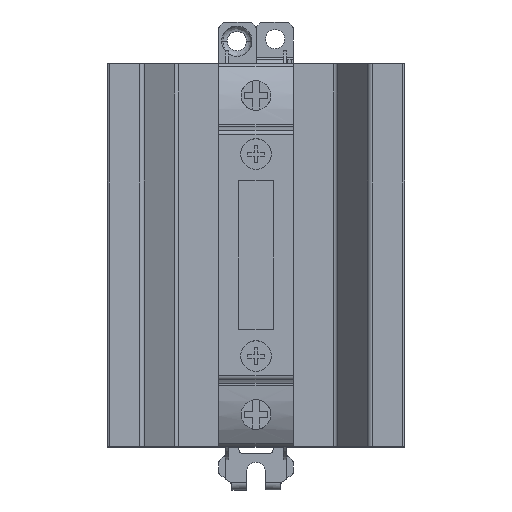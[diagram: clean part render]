
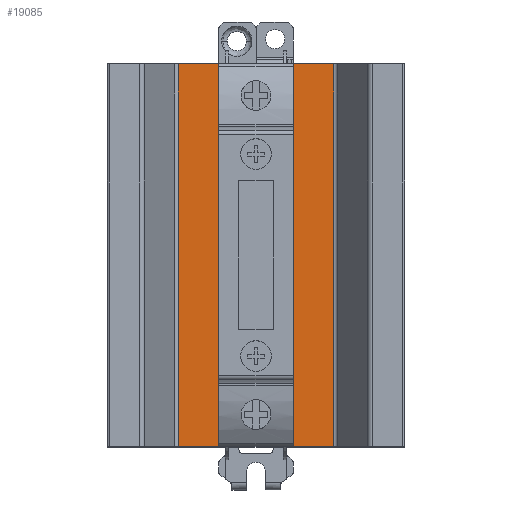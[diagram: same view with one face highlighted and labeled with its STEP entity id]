
A CAD part, top view. The second image highlights one B-rep face of the part: STEP entity #19085.
In plain terms, the highlighted planar face has unit normal (0, 0, 1).
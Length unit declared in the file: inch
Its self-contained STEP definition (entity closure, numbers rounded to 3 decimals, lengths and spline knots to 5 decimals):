
#486 = DIRECTION ( 'NONE',  ( 0., -1., 0. ) ) ;
#750 = DIRECTION ( 'NONE',  ( 0., 0., -1. ) ) ;
#1006 = VERTEX_POINT ( 'NONE', #26886 ) ;
#2266 = ORIENTED_EDGE ( 'NONE', *, *, #14852, .F. ) ;
#5416 = LINE ( 'NONE', #23125, #7797 ) ;
#5523 = CARTESIAN_POINT ( 'NONE',  ( -1.70079, -0.3937, 3.51575 ) ) ;
#5662 = DIRECTION ( 'NONE',  ( 0., 1., 0. ) ) ;
#6761 = VERTEX_POINT ( 'NONE', #15970 ) ;
#7797 = VECTOR ( 'NONE', #486, 39.37008 ) ;
#8616 = FACE_OUTER_BOUND ( 'NONE', #30110, .T. ) ;
#10372 = VERTEX_POINT ( 'NONE', #20193 ) ;
#10820 = ORIENTED_EDGE ( 'NONE', *, *, #20852, .F. ) ;
#14111 = CARTESIAN_POINT ( 'NONE',  ( -1.06036, -3.93701, 3.51575 ) ) ;
#14852 = EDGE_CURVE ( 'NONE', #15909, #1006, #5416, .T. ) ;
#15043 = DIRECTION ( 'NONE',  ( 1., 0., 0. ) ) ;
#15840 = AXIS2_PLACEMENT_3D ( 'NONE', #18463, #750, #5662 ) ;
#15909 = VERTEX_POINT ( 'NONE', #24648 ) ;
#15970 = CARTESIAN_POINT ( 'NONE',  ( -1.06036, -0.3937, 3.51575 ) ) ;
#17543 = DIRECTION ( 'NONE',  ( 0., 1., 0. ) ) ;
#18463 = CARTESIAN_POINT ( 'NONE',  ( 0.37532, -3.93701, 3.51575 ) ) ;
#19085 = ADVANCED_FACE ( 'NONE', ( #8616 ), #25851, .F. ) ;
#19696 = VECTOR ( 'NONE', #17543, 39.37008 ) ;
#20193 = CARTESIAN_POINT ( 'NONE',  ( -1.06036, -3.93701, 3.51575 ) ) ;
#20852 = EDGE_CURVE ( 'NONE', #1006, #10372, #22154, .T. ) ;
#21882 = VECTOR ( 'NONE', #15043, 39.37008 ) ;
#22154 = LINE ( 'NONE', #32166, #30079 ) ;
#22200 = EDGE_CURVE ( 'NONE', #10372, #6761, #26579, .T. ) ;
#23125 = CARTESIAN_POINT ( 'NONE',  ( 0.37532, -3.93701, 3.51575 ) ) ;
#23940 = DIRECTION ( 'NONE',  ( -1., 0., 0. ) ) ;
#24107 = EDGE_CURVE ( 'NONE', #6761, #15909, #25376, .T. ) ;
#24648 = CARTESIAN_POINT ( 'NONE',  ( 0.37532, -0.3937, 3.51575 ) ) ;
#25376 = LINE ( 'NONE', #5523, #21882 ) ;
#25851 = PLANE ( 'NONE',  #15840 ) ;
#26579 = LINE ( 'NONE', #14111, #19696 ) ;
#26886 = CARTESIAN_POINT ( 'NONE',  ( 0.37532, -3.93701, 3.51575 ) ) ;
#28860 = ORIENTED_EDGE ( 'NONE', *, *, #22200, .F. ) ;
#29420 = ORIENTED_EDGE ( 'NONE', *, *, #24107, .F. ) ;
#30079 = VECTOR ( 'NONE', #23940, 39.37008 ) ;
#30110 = EDGE_LOOP ( 'NONE', ( #28860, #10820, #2266, #29420 ) ) ;
#32166 = CARTESIAN_POINT ( 'NONE',  ( -1.70079, -3.93701, 3.51575 ) ) ;
